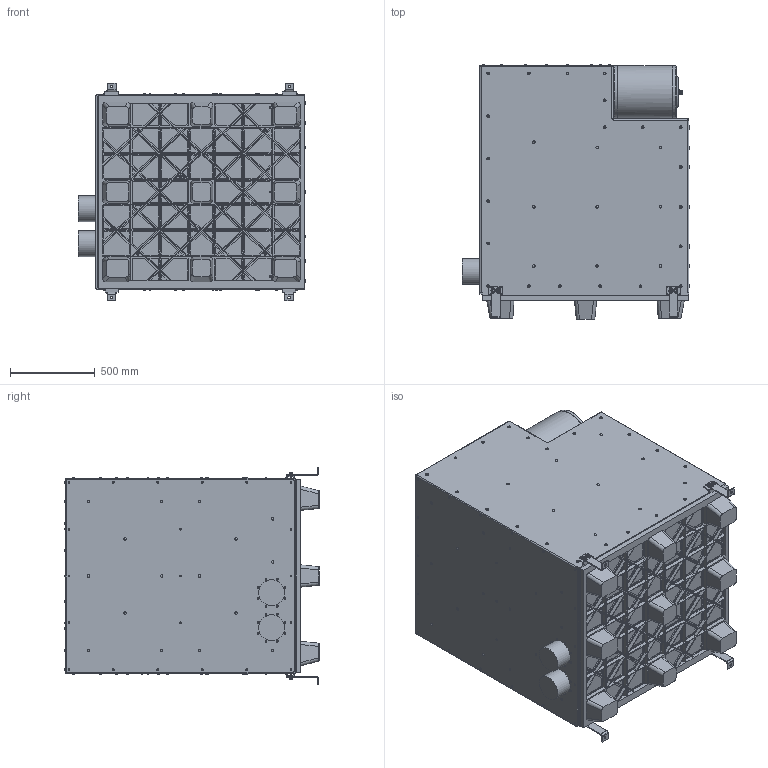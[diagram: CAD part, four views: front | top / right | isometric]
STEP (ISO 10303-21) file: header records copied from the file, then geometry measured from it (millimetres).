
FILE_DESCRIPTION(/* description */ (''),/* implementation_level */ '2;1');
FILE_NAME(/* name */ 'CAVxxxxx038A.stp',/* time_stamp */ '2018-03-12T13:16:11-04:00',/* author */ ('James'),/* organization */ (''),/* preprocessor_version */ 'ST-DEVELOPER v16.5',/* originating_system */ 'Autodesk Inventor 2017',/* authorisation */ '');
FILE_SCHEMA (('AUTOMOTIVE_DESIGN { 1 0 10303 214 3 1 1 }'));
Length unit declared in the file: inch
Products named in the file (1): CAVxxxxx038A
Bounding box: 1341.73 x 1500.94 x 1282.7 mm (x, y, z)
Volume: 1849464786.1 mm3; surface area: 11845295.9 mm2
Topology: 1 solids, 1 shells, 3012 faces, 7037 edges, 4687 vertices
Faces by surface type: plane 1945, cylinder 527, sphere 199, cone 191, bspline 104, torus 46
Full cylindrical faces by diameter (mm): 7.137 x3, 9.525 x27, 11.1 x70, 11.125 x7, 13.894 x4, 14.3 x4, 15.088 x61, 15.612 x6, 16.662 x58, 17.272 x8, 25.4 x12, 127 x3, 152.4 x2, 304.8 x2, 308.61 x2, 309.88 x2, 310.896 x2
Entity records: 137275 total; most frequent: CARTESIAN_POINT 69905, DIRECTION 13098, ORIENTED_EDGE 13022, EDGE_CURVE 6493, VERTEX_POINT 4474, AXIS2_PLACEMENT_3D 4390, LINE 4318, VECTOR 4318
